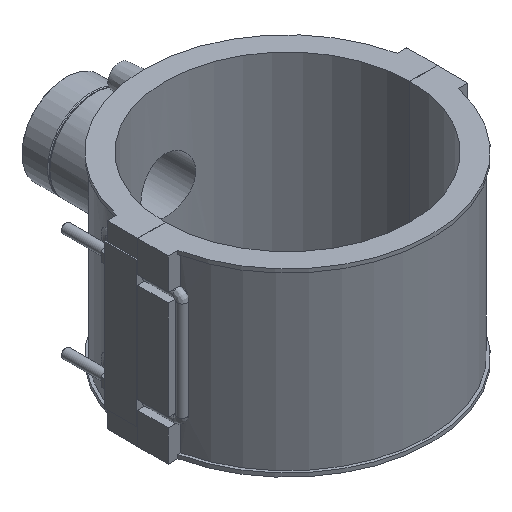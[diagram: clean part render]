
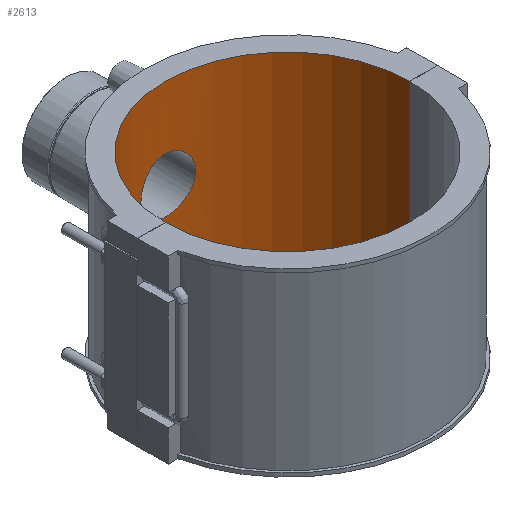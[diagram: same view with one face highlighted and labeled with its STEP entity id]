
A CAD part, isometric view. The second image highlights one B-rep face of the part: STEP entity #2613.
In plain terms, the highlighted cylindrical face has radius 80 mm (diameter 160 mm), a partial arc.
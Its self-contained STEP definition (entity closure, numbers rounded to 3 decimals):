
#181=LINE('',#5242,#396);
#209=LINE('',#5464,#424);
#396=VECTOR('',#3343,118.);
#424=VECTOR('',#3463,118.);
#463=B_SPLINE_CURVE_WITH_KNOTS('',3,(#3637,#3638,#3639,#3640,#3641,#3642,
#3643,#3644,#3645,#3646,#3647,#3648,#3649,#3650,#3651,#3652,#3653,#3654,
#3655,#3656,#3657,#3658,#3659,#3660,#3661,#3662,#3663,#3664,#3665,#3666,
#3667,#3668,#3669,#3670,#3671,#3672,#3673,#3674,#3675,#3676,#3677,#3678,
#3679,#3680,#3681,#3682,#3683,#3684,#3685,#3686,#3687,#3688,#3689,#3690,
#3691,#3692,#3693,#3694,#3695,#3696,#3697,#3698,#3699,#3700,#3701,#3702),
 .UNSPECIFIED.,.T.,.F.,(4,2,2,2,2,2,2,2,2,2,2,2,2,2,2,2,2,2,2,2,2,2,2,2,
2,2,2,2,2,2,2,2,4),(0.,0.339,0.678,1.017,
1.356,1.696,2.035,2.374,2.713,
3.052,3.391,3.73,4.069,4.408,
4.747,5.086,5.426,5.765,6.104,
6.443,6.782,7.121,7.46,7.799,
8.138,8.477,8.816,9.156,9.495,
9.834,10.173,10.512,10.851),
 .UNSPECIFIED.);
#640=CYLINDRICAL_SURFACE('',#2844,80.);
#694=FACE_BOUND('',#1040,.T.);
#832=FACE_OUTER_BOUND('',#1039,.T.);
#1039=EDGE_LOOP('',(#2362,#2363,#2364,#2365));
#1040=EDGE_LOOP('',(#2366));
#1147=CIRCLE('',#2841,80.);
#1148=CIRCLE('',#2843,80.);
#1159=VERTEX_POINT('',#3636);
#1348=VERTEX_POINT('',#5239);
#1349=VERTEX_POINT('',#5241);
#1380=VERTEX_POINT('',#5461);
#1381=VERTEX_POINT('',#5463);
#1403=EDGE_CURVE('',#1159,#1159,#463,.T.);
#1665=EDGE_CURVE('',#1349,#1348,#181,.T.);
#1718=EDGE_CURVE('',#1381,#1380,#209,.T.);
#1721=EDGE_CURVE('',#1349,#1380,#1147,.T.);
#1722=EDGE_CURVE('',#1381,#1348,#1148,.T.);
#2362=ORIENTED_EDGE('',*,*,#1718,.T.);
#2363=ORIENTED_EDGE('',*,*,#1721,.F.);
#2364=ORIENTED_EDGE('',*,*,#1665,.T.);
#2365=ORIENTED_EDGE('',*,*,#1722,.F.);
#2366=ORIENTED_EDGE('',*,*,#1403,.T.);
#2613=ADVANCED_FACE('',(#832,#694),#640,.F.);
#2841=AXIS2_PLACEMENT_3D('',#5469,#3468,#3469);
#2843=AXIS2_PLACEMENT_3D('',#5471,#3472,#3473);
#2844=AXIS2_PLACEMENT_3D('',#5474,#3476,#3477);
#3343=DIRECTION('',(0.,0.,-1.));
#3463=DIRECTION('',(0.,0.,1.));
#3468=DIRECTION('center_axis',(0.,0.,-1.));
#3469=DIRECTION('ref_axis',(-1.,0.,0.));
#3472=DIRECTION('center_axis',(0.,0.,1.));
#3473=DIRECTION('ref_axis',(-1.,0.,0.));
#3476=DIRECTION('center_axis',(0.,0.,1.));
#3477=DIRECTION('ref_axis',(-1.,0.,0.));
#3636=CARTESIAN_POINT('',(17.938,77.963,0.));
#3637=CARTESIAN_POINT('Ctrl Pts',(17.938,77.963,0.));
#3638=CARTESIAN_POINT('Ctrl Pts',(17.938,77.963,-1.13));
#3639=CARTESIAN_POINT('Ctrl Pts',(17.829,77.988,-2.298));
#3640=CARTESIAN_POINT('Ctrl Pts',(17.374,78.091,-4.618));
#3641=CARTESIAN_POINT('Ctrl Pts',(17.026,78.169,-5.771));
#3642=CARTESIAN_POINT('Ctrl Pts',(16.11,78.363,-7.98));
#3643=CARTESIAN_POINT('Ctrl Pts',(15.54,78.479,-9.037));
#3644=CARTESIAN_POINT('Ctrl Pts',(14.224,78.728,-10.993));
#3645=CARTESIAN_POINT('Ctrl Pts',(13.478,78.861,-11.89));
#3646=CARTESIAN_POINT('Ctrl Pts',(11.89,79.116,-13.478));
#3647=CARTESIAN_POINT('Ctrl Pts',(10.993,79.247,-14.224));
#3648=CARTESIAN_POINT('Ctrl Pts',(9.037,79.494,-15.54));
#3649=CARTESIAN_POINT('Ctrl Pts',(7.98,79.609,-16.11));
#3650=CARTESIAN_POINT('Ctrl Pts',(5.771,79.799,-17.026));
#3651=CARTESIAN_POINT('Ctrl Pts',(4.618,79.875,-17.374));
#3652=CARTESIAN_POINT('Ctrl Pts',(2.298,79.975,-17.829));
#3653=CARTESIAN_POINT('Ctrl Pts',(1.13,80.,-17.938));
#3654=CARTESIAN_POINT('Ctrl Pts',(-1.13,80.,-17.938));
#3655=CARTESIAN_POINT('Ctrl Pts',(-2.298,79.975,-17.829));
#3656=CARTESIAN_POINT('Ctrl Pts',(-4.618,79.875,-17.374));
#3657=CARTESIAN_POINT('Ctrl Pts',(-5.771,79.799,-17.026));
#3658=CARTESIAN_POINT('Ctrl Pts',(-7.98,79.609,-16.11));
#3659=CARTESIAN_POINT('Ctrl Pts',(-9.037,79.494,-15.54));
#3660=CARTESIAN_POINT('Ctrl Pts',(-10.993,79.247,-14.224));
#3661=CARTESIAN_POINT('Ctrl Pts',(-11.89,79.116,-13.478));
#3662=CARTESIAN_POINT('Ctrl Pts',(-13.478,78.861,-11.89));
#3663=CARTESIAN_POINT('Ctrl Pts',(-14.224,78.728,-10.993));
#3664=CARTESIAN_POINT('Ctrl Pts',(-15.54,78.479,-9.037));
#3665=CARTESIAN_POINT('Ctrl Pts',(-16.11,78.363,-7.98));
#3666=CARTESIAN_POINT('Ctrl Pts',(-17.026,78.169,-5.771));
#3667=CARTESIAN_POINT('Ctrl Pts',(-17.374,78.091,-4.618));
#3668=CARTESIAN_POINT('Ctrl Pts',(-17.829,77.988,-2.298));
#3669=CARTESIAN_POINT('Ctrl Pts',(-17.938,77.963,-1.13));
#3670=CARTESIAN_POINT('Ctrl Pts',(-17.938,77.963,1.13));
#3671=CARTESIAN_POINT('Ctrl Pts',(-17.829,77.988,2.298));
#3672=CARTESIAN_POINT('Ctrl Pts',(-17.374,78.091,4.618));
#3673=CARTESIAN_POINT('Ctrl Pts',(-17.026,78.169,5.771));
#3674=CARTESIAN_POINT('Ctrl Pts',(-16.11,78.363,7.98));
#3675=CARTESIAN_POINT('Ctrl Pts',(-15.54,78.479,9.037));
#3676=CARTESIAN_POINT('Ctrl Pts',(-14.224,78.728,10.993));
#3677=CARTESIAN_POINT('Ctrl Pts',(-13.478,78.861,11.89));
#3678=CARTESIAN_POINT('Ctrl Pts',(-11.89,79.116,13.478));
#3679=CARTESIAN_POINT('Ctrl Pts',(-10.993,79.247,14.224));
#3680=CARTESIAN_POINT('Ctrl Pts',(-9.037,79.494,15.54));
#3681=CARTESIAN_POINT('Ctrl Pts',(-7.98,79.609,16.11));
#3682=CARTESIAN_POINT('Ctrl Pts',(-5.771,79.799,17.026));
#3683=CARTESIAN_POINT('Ctrl Pts',(-4.618,79.875,17.374));
#3684=CARTESIAN_POINT('Ctrl Pts',(-2.298,79.975,17.829));
#3685=CARTESIAN_POINT('Ctrl Pts',(-1.13,80.,17.938));
#3686=CARTESIAN_POINT('Ctrl Pts',(1.13,80.,17.938));
#3687=CARTESIAN_POINT('Ctrl Pts',(2.298,79.975,17.829));
#3688=CARTESIAN_POINT('Ctrl Pts',(4.618,79.875,17.374));
#3689=CARTESIAN_POINT('Ctrl Pts',(5.771,79.799,17.026));
#3690=CARTESIAN_POINT('Ctrl Pts',(7.98,79.609,16.11));
#3691=CARTESIAN_POINT('Ctrl Pts',(9.037,79.494,15.54));
#3692=CARTESIAN_POINT('Ctrl Pts',(10.993,79.247,14.224));
#3693=CARTESIAN_POINT('Ctrl Pts',(11.89,79.116,13.478));
#3694=CARTESIAN_POINT('Ctrl Pts',(13.478,78.861,11.89));
#3695=CARTESIAN_POINT('Ctrl Pts',(14.224,78.728,10.993));
#3696=CARTESIAN_POINT('Ctrl Pts',(15.54,78.479,9.037));
#3697=CARTESIAN_POINT('Ctrl Pts',(16.11,78.363,7.98));
#3698=CARTESIAN_POINT('Ctrl Pts',(17.026,78.169,5.771));
#3699=CARTESIAN_POINT('Ctrl Pts',(17.374,78.091,4.618));
#3700=CARTESIAN_POINT('Ctrl Pts',(17.829,77.988,2.298));
#3701=CARTESIAN_POINT('Ctrl Pts',(17.938,77.963,1.13));
#3702=CARTESIAN_POINT('Ctrl Pts',(17.938,77.963,0.));
#5239=CARTESIAN_POINT('',(-80.,0.05,-59.));
#5241=CARTESIAN_POINT('',(-80.,0.05,59.));
#5242=CARTESIAN_POINT('',(-80.,0.05,0.));
#5461=CARTESIAN_POINT('',(80.,0.05,59.));
#5463=CARTESIAN_POINT('',(80.,0.05,-59.));
#5464=CARTESIAN_POINT('',(80.,0.05,0.));
#5469=CARTESIAN_POINT('Origin',(0.,0.,59.));
#5471=CARTESIAN_POINT('Origin',(0.,0.,-59.));
#5474=CARTESIAN_POINT('Origin',(0.,0.,0.));
